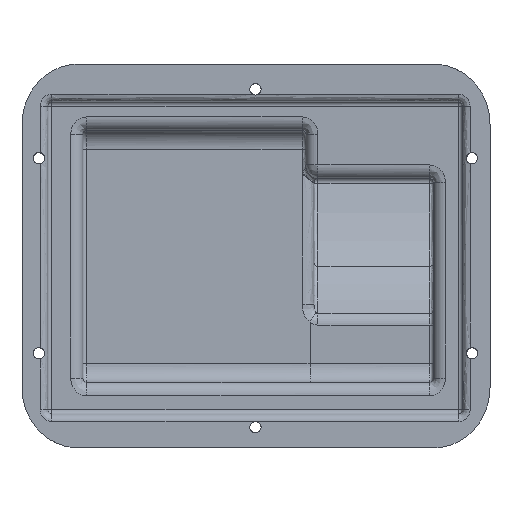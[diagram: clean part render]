
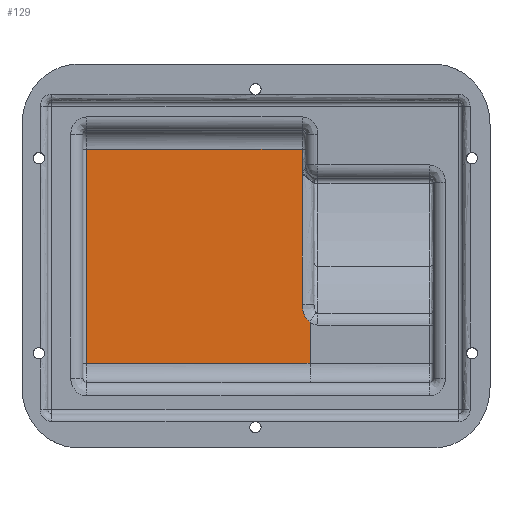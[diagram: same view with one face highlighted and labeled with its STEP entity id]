
A CAD part, front view. The second image highlights one B-rep face of the part: STEP entity #129.
In plain terms, the highlighted planar face has unit normal (0, -1, 0).
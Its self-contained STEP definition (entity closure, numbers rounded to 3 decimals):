
#129=ADVANCED_FACE('',(#316),#2885,.T.);
#316=FACE_OUTER_BOUND('',#510,.T.);
#510=EDGE_LOOP('',(#1048,#1049,#1050,#1051,#1052,#1053,#1054));
#1048=ORIENTED_EDGE('',*,*,#1692,.F.);
#1049=ORIENTED_EDGE('',*,*,#1773,.F.);
#1050=ORIENTED_EDGE('',*,*,#1689,.T.);
#1051=ORIENTED_EDGE('',*,*,#1724,.T.);
#1052=ORIENTED_EDGE('',*,*,#1782,.F.);
#1053=ORIENTED_EDGE('',*,*,#1786,.T.);
#1054=ORIENTED_EDGE('',*,*,#1785,.F.);
#1689=EDGE_CURVE('',#2558,#2557,#2062,.T.);
#1692=EDGE_CURVE('',#2560,#2559,#2065,.T.);
#1724=EDGE_CURVE('',#2557,#2590,#2097,.T.);
#1773=EDGE_CURVE('',#2558,#2560,#2146,.T.);
#1782=EDGE_CURVE('',#2606,#2590,#2155,.T.);
#1785=EDGE_CURVE('',#2559,#2607,#2158,.T.);
#1786=EDGE_CURVE('',#2606,#2607,#2159,.T.);
#2062=B_SPLINE_CURVE_WITH_KNOTS('',3,(#7325,#7326,#7327,#7328),
 .UNSPECIFIED.,.F.,.F.,(4,4),(3.,87.626),
 .UNSPECIFIED.);
#2065=B_SPLINE_CURVE_WITH_KNOTS('',3,(#7343,#7344,#7345,#7346),
 .UNSPECIFIED.,.F.,.F.,(4,4),(3.,84.626),
 .UNSPECIFIED.);
#2097=B_SPLINE_CURVE_WITH_KNOTS('',3,(#7532,#7533,#7534,#7535),
 .UNSPECIFIED.,.F.,.F.,(4,4),(13.591,27.583),
 .UNSPECIFIED.);
#2146=B_SPLINE_CURVE_WITH_KNOTS('',3,(#7850,#7851,#7852,#7853),
 .UNSPECIFIED.,.F.,.F.,(4,4),(0.,72.885),
 .UNSPECIFIED.);
#2155=B_SPLINE_CURVE_WITH_KNOTS('',3,(#7907,#7908,#7909,#7910),
 .UNSPECIFIED.,.F.,.F.,(4,4),(0.,7.149),.UNSPECIFIED.);
#2158=B_SPLINE_CURVE_WITH_KNOTS('',3,(#7925,#7926,#7927,#7928),
 .UNSPECIFIED.,.F.,.F.,(4,4),(0.,8.345),
 .UNSPECIFIED.);
#2159=B_SPLINE_CURVE_WITH_KNOTS('',3,(#7929,#7930,#7931,#7932),
 .UNSPECIFIED.,.F.,.F.,(4,4),(5.41,49.774),
 .UNSPECIFIED.);
#2557=VERTEX_POINT('',#6470);
#2558=VERTEX_POINT('',#6471);
#2559=VERTEX_POINT('',#6472);
#2560=VERTEX_POINT('',#6473);
#2590=VERTEX_POINT('',#6503);
#2606=VERTEX_POINT('',#6519);
#2607=VERTEX_POINT('',#6520);
#2885=PLANE('',#3009);
#3009=AXIS2_PLACEMENT_3D('',#4153,#3048,$);
#3048=DIRECTION('',(0.,-1.,0.));
#4153=CARTESIAN_POINT('',(21.743,62.663,-42.789));
#6470=CARTESIAN_POINT('',(21.743,62.663,-42.789));
#6471=CARTESIAN_POINT('',(-67.365,62.663,-42.789));
#6472=CARTESIAN_POINT('',(18.584,62.663,42.617));
#6473=CARTESIAN_POINT('',(-67.365,62.663,42.617));
#6503=CARTESIAN_POINT('',(21.743,62.663,-26.394));
#6519=CARTESIAN_POINT('',(18.584,62.663,-19.147));
#6520=CARTESIAN_POINT('',(18.578,62.663,32.848));
#7325=CARTESIAN_POINT('',(-67.365,62.663,-42.789));
#7326=CARTESIAN_POINT('',(-37.662,62.663,-42.789));
#7327=CARTESIAN_POINT('',(-7.96,62.663,-42.789));
#7328=CARTESIAN_POINT('',(21.743,62.663,-42.789));
#7343=CARTESIAN_POINT('',(-67.365,62.663,42.617));
#7344=CARTESIAN_POINT('',(-38.715,62.663,42.617));
#7345=CARTESIAN_POINT('',(-10.065,62.663,42.617));
#7346=CARTESIAN_POINT('',(18.584,62.663,42.617));
#7532=CARTESIAN_POINT('',(21.743,62.663,-42.789));
#7533=CARTESIAN_POINT('',(21.743,62.663,-37.324));
#7534=CARTESIAN_POINT('',(21.743,62.663,-31.859));
#7535=CARTESIAN_POINT('',(21.743,62.663,-26.394));
#7850=CARTESIAN_POINT('',(-67.365,62.663,-42.789));
#7851=CARTESIAN_POINT('',(-67.365,62.663,-14.32));
#7852=CARTESIAN_POINT('',(-67.365,62.663,14.148));
#7853=CARTESIAN_POINT('',(-67.365,62.663,42.617));
#7907=CARTESIAN_POINT('',(18.584,62.663,-19.147));
#7908=CARTESIAN_POINT('',(18.571,62.663,-21.918));
#7909=CARTESIAN_POINT('',(19.64,62.663,-24.805));
#7910=CARTESIAN_POINT('',(21.743,62.663,-26.394));
#7925=CARTESIAN_POINT('',(18.584,62.663,42.617));
#7926=CARTESIAN_POINT('',(18.584,62.663,39.361));
#7927=CARTESIAN_POINT('',(18.584,62.663,36.104));
#7928=CARTESIAN_POINT('',(18.578,62.663,32.848));
#7929=CARTESIAN_POINT('',(18.584,62.663,-19.147));
#7930=CARTESIAN_POINT('',(18.584,62.663,-1.819));
#7931=CARTESIAN_POINT('',(18.584,62.663,15.51));
#7932=CARTESIAN_POINT('',(18.578,62.663,32.848));
